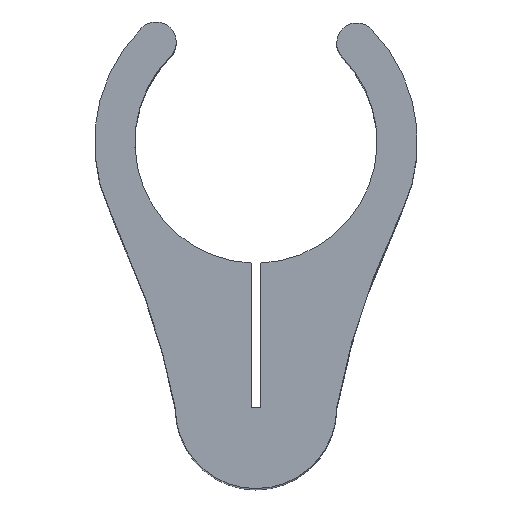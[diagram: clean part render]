
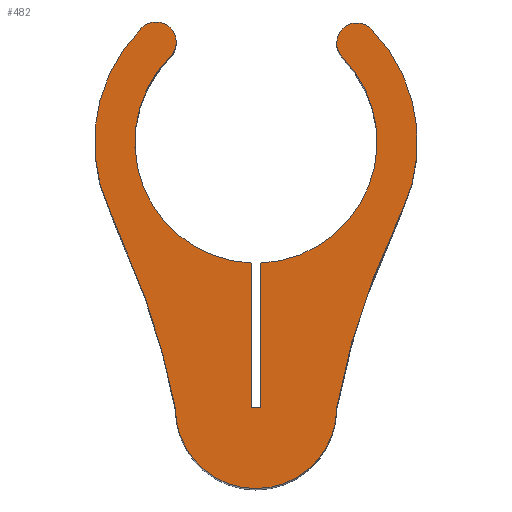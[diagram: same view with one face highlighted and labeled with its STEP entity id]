
A CAD part, top view. The second image highlights one B-rep face of the part: STEP entity #482.
In plain terms, the highlighted planar face has unit normal (0, 0, 1).
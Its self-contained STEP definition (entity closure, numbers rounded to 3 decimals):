
#27=(
BOUNDED_CURVE()
B_SPLINE_CURVE(5,(#811,#812,#813,#814,#815,#816,#817,#818,#819,#820,#821),
 .UNSPECIFIED.,.F.,.F.)
B_SPLINE_CURVE_WITH_KNOTS((6,1,1,1,1,1,6),(0.,0.1,0.2,0.3,0.4,0.5,0.503),
 .UNSPECIFIED.)
CURVE()
GEOMETRIC_REPRESENTATION_ITEM()
RATIONAL_B_SPLINE_CURVE((1.,1.,1.,1.,1.,1.,1.,1.,1.,1.,1.))
REPRESENTATION_ITEM('')
);
#28=(
BOUNDED_CURVE()
B_SPLINE_CURVE(5,(#825,#826,#827,#828,#829,#830,#831,#832,#833,#834,#835),
 .UNSPECIFIED.,.F.,.F.)
B_SPLINE_CURVE_WITH_KNOTS((6,1,1,1,1,1,6),(-0.504,-0.5,-0.4,
-0.3,-0.2,-0.1,-0.003),.UNSPECIFIED.)
CURVE()
GEOMETRIC_REPRESENTATION_ITEM()
RATIONAL_B_SPLINE_CURVE((1.,1.,1.,1.,1.,1.,1.,1.,1.,1.,1.))
REPRESENTATION_ITEM('')
);
#29=(
BOUNDED_CURVE()
B_SPLINE_CURVE(5,(#837,#838,#839,#840,#841,#842),.UNSPECIFIED.,.F.,.F.)
B_SPLINE_CURVE_WITH_KNOTS((6,6),(-0.003,0.),.UNSPECIFIED.)
CURVE()
GEOMETRIC_REPRESENTATION_ITEM()
RATIONAL_B_SPLINE_CURVE((1.,1.,1.,1.,1.,1.))
REPRESENTATION_ITEM('')
);
#67=CIRCLE('',#539,5.25);
#68=CIRCLE('',#540,0.875);
#69=CIRCLE('',#541,7.);
#70=CIRCLE('',#542,3.5);
#71=CIRCLE('',#543,7.);
#72=CIRCLE('',#544,0.875);
#73=CIRCLE('',#545,5.25);
#87=FACE_OUTER_BOUND('',#118,.T.);
#118=EDGE_LOOP('',(#366,#367,#368,#369,#370,#371,#372,#373,#374,#375,#376,
#377,#378));
#146=LINE('',#721,#177);
#152=LINE('',#740,#183);
#157=LINE('',#750,#188);
#177=VECTOR('',#578,10.);
#183=VECTOR('',#594,10.);
#188=VECTOR('',#601,10.);
#208=VERTEX_POINT('',#718);
#209=VERTEX_POINT('',#720);
#217=VERTEX_POINT('',#738);
#221=VERTEX_POINT('',#748);
#233=VERTEX_POINT('',#804);
#234=VERTEX_POINT('',#806);
#235=VERTEX_POINT('',#808);
#236=VERTEX_POINT('',#810);
#237=VERTEX_POINT('',#822);
#238=VERTEX_POINT('',#824);
#239=VERTEX_POINT('',#836);
#240=VERTEX_POINT('',#843);
#241=VERTEX_POINT('',#845);
#258=EDGE_CURVE('',#209,#208,#146,.T.);
#268=EDGE_CURVE('',#208,#217,#152,.T.);
#273=EDGE_CURVE('',#217,#221,#157,.T.);
#288=EDGE_CURVE('',#221,#233,#67,.T.);
#289=EDGE_CURVE('',#233,#234,#68,.T.);
#290=EDGE_CURVE('',#234,#235,#69,.T.);
#291=EDGE_CURVE('',#235,#236,#27,.T.);
#292=EDGE_CURVE('',#236,#237,#70,.T.);
#293=EDGE_CURVE('',#237,#238,#28,.T.);
#294=EDGE_CURVE('',#238,#239,#29,.T.);
#295=EDGE_CURVE('',#239,#240,#71,.T.);
#296=EDGE_CURVE('',#240,#241,#72,.T.);
#297=EDGE_CURVE('',#241,#209,#73,.T.);
#366=ORIENTED_EDGE('',*,*,#258,.T.);
#367=ORIENTED_EDGE('',*,*,#268,.T.);
#368=ORIENTED_EDGE('',*,*,#273,.T.);
#369=ORIENTED_EDGE('',*,*,#288,.T.);
#370=ORIENTED_EDGE('',*,*,#289,.T.);
#371=ORIENTED_EDGE('',*,*,#290,.T.);
#372=ORIENTED_EDGE('',*,*,#291,.T.);
#373=ORIENTED_EDGE('',*,*,#292,.T.);
#374=ORIENTED_EDGE('',*,*,#293,.T.);
#375=ORIENTED_EDGE('',*,*,#294,.T.);
#376=ORIENTED_EDGE('',*,*,#295,.T.);
#377=ORIENTED_EDGE('',*,*,#296,.T.);
#378=ORIENTED_EDGE('',*,*,#297,.T.);
#473=PLANE('',#538);
#482=ADVANCED_FACE('',(#87),#473,.T.);
#538=AXIS2_PLACEMENT_3D('',#803,#628,#629);
#539=AXIS2_PLACEMENT_3D('',#805,#630,#631);
#540=AXIS2_PLACEMENT_3D('',#807,#632,#633);
#541=AXIS2_PLACEMENT_3D('',#809,#634,#635);
#542=AXIS2_PLACEMENT_3D('',#823,#636,#637);
#543=AXIS2_PLACEMENT_3D('',#844,#638,#639);
#544=AXIS2_PLACEMENT_3D('',#846,#640,#641);
#545=AXIS2_PLACEMENT_3D('',#847,#642,#643);
#578=DIRECTION('',(0.,-1.,0.));
#594=DIRECTION('',(-1.,0.,0.));
#601=DIRECTION('',(0.,1.,0.));
#628=DIRECTION('center_axis',(0.,0.,1.));
#629=DIRECTION('ref_axis',(1.,0.,0.));
#630=DIRECTION('center_axis',(0.,0.,-1.));
#631=DIRECTION('ref_axis',(-0.707,0.707,0.));
#632=DIRECTION('center_axis',(0.,0.,1.));
#633=DIRECTION('ref_axis',(0.707,-0.707,0.));
#634=DIRECTION('center_axis',(0.,0.,1.));
#635=DIRECTION('ref_axis',(-0.7,0.714,0.));
#636=DIRECTION('center_axis',(0.,0.,1.));
#637=DIRECTION('ref_axis',(1.,0.,0.));
#638=DIRECTION('center_axis',(0.,0.,1.));
#639=DIRECTION('ref_axis',(-0.7,0.714,0.));
#640=DIRECTION('center_axis',(0.,0.,1.));
#641=DIRECTION('ref_axis',(0.714,0.7,0.));
#642=DIRECTION('center_axis',(0.,0.,-1.));
#643=DIRECTION('ref_axis',(-0.707,0.707,0.));
#718=CARTESIAN_POINT('',(0.2,13.74,35.));
#720=CARTESIAN_POINT('',(0.2,20.004,35.));
#721=CARTESIAN_POINT('',(0.2,13.733,35.));
#738=CARTESIAN_POINT('',(-0.2,13.74,35.));
#740=CARTESIAN_POINT('',(-0.1,13.74,35.));
#748=CARTESIAN_POINT('',(-0.2,20.004,35.));
#750=CARTESIAN_POINT('',(-0.2,19.488,35.));
#803=CARTESIAN_POINT('Origin',(0.,13.727,35.));
#804=CARTESIAN_POINT('',(-3.712,28.962,35.));
#805=CARTESIAN_POINT('Origin',(0.,25.25,35.));
#806=CARTESIAN_POINT('',(-4.95,30.2,35.));
#807=CARTESIAN_POINT('Origin',(-4.331,29.581,35.));
#808=CARTESIAN_POINT('',(-6.339,22.28,35.));
#809=CARTESIAN_POINT('Origin',(0.,25.25,35.));
#810=CARTESIAN_POINT('',(-3.5,13.727,35.));
#811=CARTESIAN_POINT('Ctrl Pts',(-6.339,22.28,35.));
#812=CARTESIAN_POINT('Ctrl Pts',(-6.184,21.945,35.));
#813=CARTESIAN_POINT('Ctrl Pts',(-5.883,21.275,35.));
#814=CARTESIAN_POINT('Ctrl Pts',(-5.454,20.267,35.));
#815=CARTESIAN_POINT('Ctrl Pts',(-4.929,18.917,35.));
#816=CARTESIAN_POINT('Ctrl Pts',(-4.355,17.219,35.));
#817=CARTESIAN_POINT('Ctrl Pts',(-3.965,15.84,35.));
#818=CARTESIAN_POINT('Ctrl Pts',(-3.717,14.797,35.));
#819=CARTESIAN_POINT('Ctrl Pts',(-3.571,14.096,35.));
#820=CARTESIAN_POINT('Ctrl Pts',(-3.502,13.738,35.));
#821=CARTESIAN_POINT('Ctrl Pts',(-3.5,13.727,35.));
#822=CARTESIAN_POINT('',(3.5,13.727,35.));
#823=CARTESIAN_POINT('Origin',(0.,13.727,35.));
#824=CARTESIAN_POINT('',(6.312,22.224,35.));
#825=CARTESIAN_POINT('Ctrl Pts',(3.5,13.727,35.));
#826=CARTESIAN_POINT('Ctrl Pts',(3.502,13.74,35.));
#827=CARTESIAN_POINT('Ctrl Pts',(3.566,14.098,35.));
#828=CARTESIAN_POINT('Ctrl Pts',(3.703,14.8,35.));
#829=CARTESIAN_POINT('Ctrl Pts',(3.941,15.843,35.));
#830=CARTESIAN_POINT('Ctrl Pts',(4.324,17.222,35.));
#831=CARTESIAN_POINT('Ctrl Pts',(4.895,18.908,35.));
#832=CARTESIAN_POINT('Ctrl Pts',(5.423,20.245,35.));
#833=CARTESIAN_POINT('Ctrl Pts',(5.856,21.242,35.));
#834=CARTESIAN_POINT('Ctrl Pts',(6.159,21.901,35.));
#835=CARTESIAN_POINT('Ctrl Pts',(6.312,22.224,35.));
#836=CARTESIAN_POINT('',(6.339,22.28,35.));
#837=CARTESIAN_POINT('Ctrl Pts',(6.312,22.224,35.));
#838=CARTESIAN_POINT('Ctrl Pts',(6.317,22.235,35.));
#839=CARTESIAN_POINT('Ctrl Pts',(6.323,22.246,35.));
#840=CARTESIAN_POINT('Ctrl Pts',(6.328,22.258,35.));
#841=CARTESIAN_POINT('Ctrl Pts',(6.333,22.269,35.));
#842=CARTESIAN_POINT('Ctrl Pts',(6.339,22.28,35.));
#843=CARTESIAN_POINT('',(5.,30.149,35.));
#844=CARTESIAN_POINT('Origin',(0.,25.25,35.));
#845=CARTESIAN_POINT('',(3.75,28.924,35.));
#846=CARTESIAN_POINT('Origin',(4.375,29.537,35.));
#847=CARTESIAN_POINT('Origin',(0.,25.25,35.));
